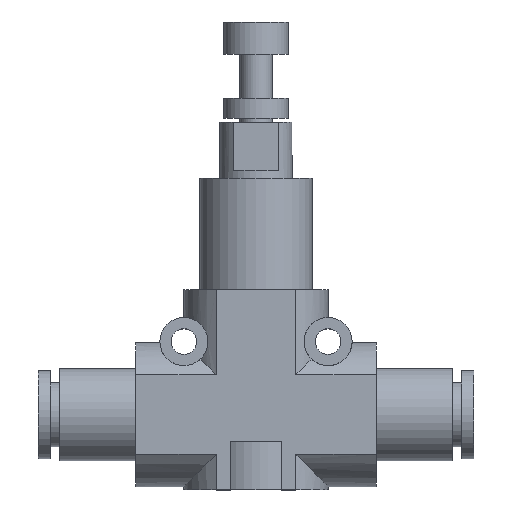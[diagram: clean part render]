
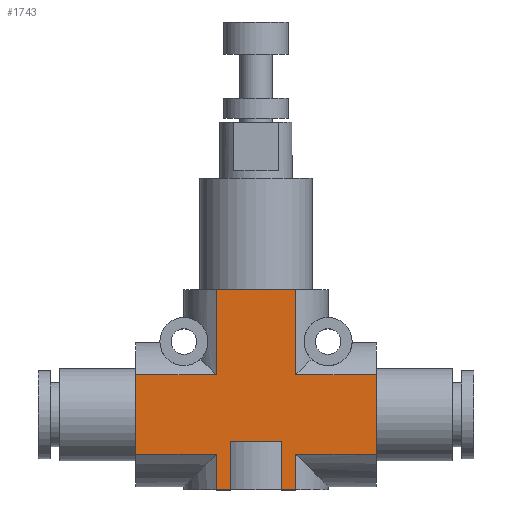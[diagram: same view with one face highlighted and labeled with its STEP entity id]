
A CAD part, top view. The second image highlights one B-rep face of the part: STEP entity #1743.
In plain terms, the highlighted planar face has unit normal (0, 0, 1).
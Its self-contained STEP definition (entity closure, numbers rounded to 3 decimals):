
#60=LINE('',#2397,#154);
#67=LINE('',#2413,#161);
#71=LINE('',#2425,#165);
#80=LINE('',#2445,#174);
#81=LINE('',#2447,#175);
#82=LINE('',#2449,#176);
#83=LINE('',#2451,#177);
#84=LINE('',#2453,#178);
#85=LINE('',#2455,#179);
#86=LINE('',#2457,#180);
#87=LINE('',#2459,#181);
#88=LINE('',#2461,#182);
#89=LINE('',#2463,#183);
#90=LINE('',#2464,#184);
#91=LINE('',#2466,#185);
#92=LINE('',#2468,#186);
#154=VECTOR('',#2023,1000.);
#161=VECTOR('',#2032,1000.);
#165=VECTOR('',#2042,1000.);
#174=VECTOR('',#2063,1000.);
#175=VECTOR('',#2064,1000.);
#176=VECTOR('',#2065,1000.);
#177=VECTOR('',#2066,1000.);
#178=VECTOR('',#2067,1000.);
#179=VECTOR('',#2068,1000.);
#180=VECTOR('',#2069,1000.);
#181=VECTOR('',#2070,1000.);
#182=VECTOR('',#2071,1000.);
#183=VECTOR('',#2072,1000.);
#184=VECTOR('',#2073,1000.);
#185=VECTOR('',#2074,1000.);
#186=VECTOR('',#2075,1000.);
#244=PLANE('',#1851);
#354=ORIENTED_EDGE('',*,*,#623,.T.);
#355=ORIENTED_EDGE('',*,*,#637,.F.);
#356=ORIENTED_EDGE('',*,*,#647,.F.);
#357=ORIENTED_EDGE('',*,*,#648,.F.);
#358=ORIENTED_EDGE('',*,*,#649,.F.);
#359=ORIENTED_EDGE('',*,*,#650,.F.);
#360=ORIENTED_EDGE('',*,*,#651,.F.);
#361=ORIENTED_EDGE('',*,*,#652,.F.);
#362=ORIENTED_EDGE('',*,*,#653,.F.);
#363=ORIENTED_EDGE('',*,*,#654,.F.);
#364=ORIENTED_EDGE('',*,*,#655,.F.);
#365=ORIENTED_EDGE('',*,*,#656,.F.);
#366=ORIENTED_EDGE('',*,*,#631,.T.);
#367=ORIENTED_EDGE('',*,*,#657,.T.);
#368=ORIENTED_EDGE('',*,*,#658,.T.);
#369=ORIENTED_EDGE('',*,*,#659,.T.);
#623=EDGE_CURVE('',#779,#778,#60,.T.);
#631=EDGE_CURVE('',#787,#786,#67,.T.);
#637=EDGE_CURVE('',#791,#778,#71,.T.);
#647=EDGE_CURVE('',#797,#791,#80,.T.);
#648=EDGE_CURVE('',#798,#797,#81,.T.);
#649=EDGE_CURVE('',#799,#798,#82,.T.);
#650=EDGE_CURVE('',#800,#799,#83,.T.);
#651=EDGE_CURVE('',#801,#800,#84,.T.);
#652=EDGE_CURVE('',#802,#801,#85,.T.);
#653=EDGE_CURVE('',#803,#802,#86,.T.);
#654=EDGE_CURVE('',#804,#803,#87,.T.);
#655=EDGE_CURVE('',#805,#804,#88,.T.);
#656=EDGE_CURVE('',#787,#805,#89,.T.);
#657=EDGE_CURVE('',#786,#806,#90,.T.);
#658=EDGE_CURVE('',#806,#807,#91,.T.);
#659=EDGE_CURVE('',#807,#779,#92,.T.);
#778=VERTEX_POINT('',#2396);
#779=VERTEX_POINT('',#2398);
#786=VERTEX_POINT('',#2412);
#787=VERTEX_POINT('',#2414);
#791=VERTEX_POINT('',#2424);
#797=VERTEX_POINT('',#2446);
#798=VERTEX_POINT('',#2448);
#799=VERTEX_POINT('',#2450);
#800=VERTEX_POINT('',#2452);
#801=VERTEX_POINT('',#2454);
#802=VERTEX_POINT('',#2456);
#803=VERTEX_POINT('',#2458);
#804=VERTEX_POINT('',#2460);
#805=VERTEX_POINT('',#2462);
#806=VERTEX_POINT('',#2465);
#807=VERTEX_POINT('',#2467);
#943=EDGE_LOOP('',(#354,#355,#356,#357,#358,#359,#360,#361,#362,#363,#364,
#365,#366,#367,#368,#369));
#1059=FACE_BOUND('',#943,.T.);
#1743=ADVANCED_FACE('',(#1059),#244,.T.);
#1851=AXIS2_PLACEMENT_3D('',#2444,#2061,#2062);
#2023=DIRECTION('',(1.,0.,0.));
#2032=DIRECTION('',(1.,0.,0.));
#2042=DIRECTION('',(0.,-1.,0.));
#2061=DIRECTION('',(0.,0.,1.));
#2062=DIRECTION('',(1.,0.,0.));
#2063=DIRECTION('',(-1.,0.,0.));
#2064=DIRECTION('',(0.,-1.,0.));
#2065=DIRECTION('',(1.,0.,0.));
#2066=DIRECTION('',(0.,-1.,0.));
#2067=DIRECTION('',(1.,0.,0.));
#2068=DIRECTION('',(0.,1.,0.));
#2069=DIRECTION('',(1.,0.,0.));
#2070=DIRECTION('',(0.,1.,0.));
#2071=DIRECTION('',(-1.,0.,0.));
#2072=DIRECTION('',(0.,1.,0.));
#2073=DIRECTION('',(0.,1.,0.));
#2074=DIRECTION('',(1.,0.,0.));
#2075=DIRECTION('',(0.,-1.,0.));
#2396=CARTESIAN_POINT('',(4.975,1.9,7.5));
#2397=CARTESIAN_POINT('',(3.2,1.9,7.5));
#2398=CARTESIAN_POINT('',(3.2,1.9,7.5));
#2412=CARTESIAN_POINT('',(-3.2,1.9,7.5));
#2413=CARTESIAN_POINT('',(-4.975,1.9,7.5));
#2414=CARTESIAN_POINT('',(-4.975,1.9,7.5));
#2424=CARTESIAN_POINT('',(4.975,6.325,7.5));
#2425=CARTESIAN_POINT('',(4.975,6.325,7.5));
#2444=CARTESIAN_POINT('',(15.,36.667,7.5));
#2445=CARTESIAN_POINT('',(15.,6.325,7.5));
#2446=CARTESIAN_POINT('',(15.,6.325,7.5));
#2447=CARTESIAN_POINT('',(15.,16.275,7.5));
#2448=CARTESIAN_POINT('',(15.,16.275,7.5));
#2449=CARTESIAN_POINT('',(4.975,16.275,7.5));
#2450=CARTESIAN_POINT('',(4.975,16.275,7.5));
#2451=CARTESIAN_POINT('',(4.975,26.9,7.5));
#2452=CARTESIAN_POINT('',(4.975,26.9,7.5));
#2453=CARTESIAN_POINT('',(-4.975,26.9,7.5));
#2454=CARTESIAN_POINT('',(-4.975,26.9,7.5));
#2455=CARTESIAN_POINT('',(-4.975,16.275,7.5));
#2456=CARTESIAN_POINT('',(-4.975,16.275,7.5));
#2457=CARTESIAN_POINT('',(-15.,16.275,7.5));
#2458=CARTESIAN_POINT('',(-15.,16.275,7.5));
#2459=CARTESIAN_POINT('',(-15.,6.325,7.5));
#2460=CARTESIAN_POINT('',(-15.,6.325,7.5));
#2461=CARTESIAN_POINT('',(-4.975,6.325,7.5));
#2462=CARTESIAN_POINT('',(-4.975,6.325,7.5));
#2463=CARTESIAN_POINT('',(-4.975,1.9,7.5));
#2464=CARTESIAN_POINT('',(-3.2,1.9,7.5));
#2465=CARTESIAN_POINT('',(-3.2,7.9,7.5));
#2466=CARTESIAN_POINT('',(-3.2,7.9,7.5));
#2467=CARTESIAN_POINT('',(3.2,7.9,7.5));
#2468=CARTESIAN_POINT('',(3.2,7.9,7.5));
